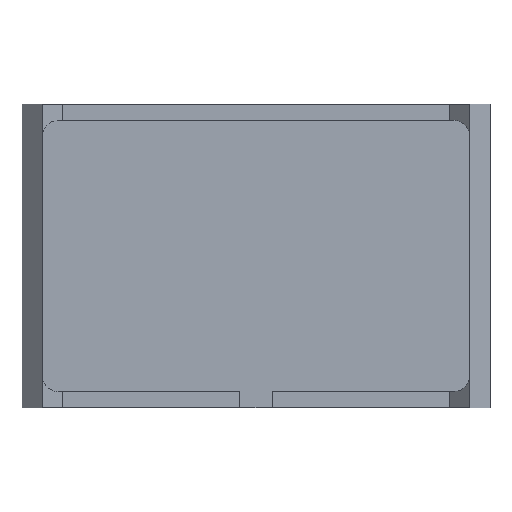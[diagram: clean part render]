
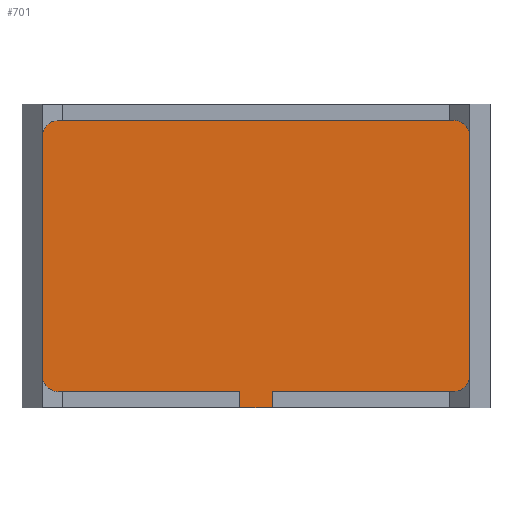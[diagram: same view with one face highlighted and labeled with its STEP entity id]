
A CAD part, top view. The second image highlights one B-rep face of the part: STEP entity #701.
In plain terms, the highlighted planar face has unit normal (0, 0, 1).
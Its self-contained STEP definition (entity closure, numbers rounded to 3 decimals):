
#1 = EDGE_CURVE ( 'NONE', #87, #403, #85, .T. ) ;
#2 = LINE ( 'NONE', #514, #729 ) ;
#3 = CIRCLE ( 'NONE', #488, 3. ) ;
#10 = AXIS2_PLACEMENT_3D ( 'NONE', #314, #871, #443 ) ;
#19 = CARTESIAN_POINT ( 'NONE',  ( -3., -29.3, -1. ) ) ;
#34 = PLANE ( 'NONE',  #10 ) ;
#40 = DIRECTION ( 'NONE',  ( 0., 1., 0. ) ) ;
#51 = ORIENTED_EDGE ( 'NONE', *, *, #892, .T. ) ;
#54 = EDGE_CURVE ( 'NONE', #99, #511, #602, .T. ) ;
#63 = VECTOR ( 'NONE', #618, 1000. ) ;
#66 = CARTESIAN_POINT ( 'NONE',  ( 43.65, -28.3, -1. ) ) ;
#69 = DIRECTION ( 'NONE',  ( -1., 0., 0. ) ) ;
#81 = CARTESIAN_POINT ( 'NONE',  ( -36.875, -25.3, -1. ) ) ;
#84 = CARTESIAN_POINT ( 'NONE',  ( 3., -28.3, -1. ) ) ;
#85 = LINE ( 'NONE', #358, #791 ) ;
#87 = VERTEX_POINT ( 'NONE', #168 ) ;
#94 = DIRECTION ( 'NONE',  ( 0., -1., 0. ) ) ;
#99 = VERTEX_POINT ( 'NONE', #170 ) ;
#138 = DIRECTION ( 'NONE',  ( -1., 0., 0. ) ) ;
#143 = VECTOR ( 'NONE', #94, 1000. ) ;
#147 = CARTESIAN_POINT ( 'NONE',  ( 3., -25.3, -1. ) ) ;
#168 = CARTESIAN_POINT ( 'NONE',  ( -36.875, -25.3, -1. ) ) ;
#170 = CARTESIAN_POINT ( 'NONE',  ( -36.875, 25.3, -1. ) ) ;
#177 = ORIENTED_EDGE ( 'NONE', *, *, #270, .F. ) ;
#178 = CARTESIAN_POINT ( 'NONE',  ( 36.875, -25.3, -1. ) ) ;
#194 = VERTEX_POINT ( 'NONE', #397 ) ;
#204 = ORIENTED_EDGE ( 'NONE', *, *, #405, .T. ) ;
#210 = ORIENTED_EDGE ( 'NONE', *, *, #54, .T. ) ;
#211 = ORIENTED_EDGE ( 'NONE', *, *, #248, .T. ) ;
#225 = DIRECTION ( 'NONE',  ( 0., 1., 0. ) ) ;
#247 = DIRECTION ( 'NONE',  ( 0., -1., 0. ) ) ;
#248 = EDGE_CURVE ( 'NONE', #194, #87, #3, .T. ) ;
#266 = CARTESIAN_POINT ( 'NONE',  ( 36.875, 25.3, -1. ) ) ;
#269 = DIRECTION ( 'NONE',  ( 0., 0., 1. ) ) ;
#270 = EDGE_CURVE ( 'NONE', #484, #515, #504, .T. ) ;
#278 = ORIENTED_EDGE ( 'NONE', *, *, #771, .F. ) ;
#279 = VECTOR ( 'NONE', #247, 1000. ) ;
#285 = ORIENTED_EDGE ( 'NONE', *, *, #563, .T. ) ;
#291 = CARTESIAN_POINT ( 'NONE',  ( -39.875, 22.3, -1. ) ) ;
#298 = DIRECTION ( 'NONE',  ( 0., 0., 1. ) ) ;
#314 = CARTESIAN_POINT ( 'NONE',  ( -36.875, -22.3, -1. ) ) ;
#328 = VECTOR ( 'NONE', #69, 1000. ) ;
#329 = VERTEX_POINT ( 'NONE', #827 ) ;
#335 = DIRECTION ( 'NONE',  ( 0., 0., 1. ) ) ;
#345 = CARTESIAN_POINT ( 'NONE',  ( -3., -25.3, -1. ) ) ;
#353 = VECTOR ( 'NONE', #138, 1000. ) ;
#357 = DIRECTION ( 'NONE',  ( 0., 0., 1. ) ) ;
#358 = CARTESIAN_POINT ( 'NONE',  ( -36.875, -25.3, -1. ) ) ;
#370 = FACE_OUTER_BOUND ( 'NONE', #865, .T. ) ;
#376 = LINE ( 'NONE', #266, #353 ) ;
#391 = VERTEX_POINT ( 'NONE', #147 ) ;
#392 = ORIENTED_EDGE ( 'NONE', *, *, #1, .T. ) ;
#397 = CARTESIAN_POINT ( 'NONE',  ( -39.875, -22.3, -1. ) ) ;
#403 = VERTEX_POINT ( 'NONE', #345 ) ;
#405 = EDGE_CURVE ( 'NONE', #391, #707, #601, .T. ) ;
#414 = AXIS2_PLACEMENT_3D ( 'NONE', #699, #298, #773 ) ;
#422 = DIRECTION ( 'NONE',  ( 1., 0., 0. ) ) ;
#443 = DIRECTION ( 'NONE',  ( 1., 0., 0. ) ) ;
#456 = LINE ( 'NONE', #655, #279 ) ;
#484 = VERTEX_POINT ( 'NONE', #84 ) ;
#487 = EDGE_CURVE ( 'NONE', #707, #816, #536, .T. ) ;
#488 = AXIS2_PLACEMENT_3D ( 'NONE', #676, #269, #745 ) ;
#504 = LINE ( 'NONE', #66, #328 ) ;
#511 = VERTEX_POINT ( 'NONE', #849 ) ;
#514 = CARTESIAN_POINT ( 'NONE',  ( 39.875, -22.3, -1. ) ) ;
#515 = VERTEX_POINT ( 'NONE', #557 ) ;
#536 = CIRCLE ( 'NONE', #872, 3. ) ;
#557 = CARTESIAN_POINT ( 'NONE',  ( -3., -28.3, -1. ) ) ;
#563 = EDGE_CURVE ( 'NONE', #511, #194, #895, .T. ) ;
#584 = EDGE_CURVE ( 'NONE', #515, #403, #851, .T. ) ;
#601 = LINE ( 'NONE', #81, #63 ) ;
#602 = CIRCLE ( 'NONE', #414, 3. ) ;
#618 = DIRECTION ( 'NONE',  ( 1., 0., 0. ) ) ;
#622 = ORIENTED_EDGE ( 'NONE', *, *, #885, .T. ) ;
#630 = VECTOR ( 'NONE', #225, 1000. ) ;
#654 = AXIS2_PLACEMENT_3D ( 'NONE', #743, #335, #818 ) ;
#655 = CARTESIAN_POINT ( 'NONE',  ( 3., -29.3, -1. ) ) ;
#662 = ORIENTED_EDGE ( 'NONE', *, *, #487, .T. ) ;
#676 = CARTESIAN_POINT ( 'NONE',  ( -36.875, -22.3, -1. ) ) ;
#699 = CARTESIAN_POINT ( 'NONE',  ( -36.875, 22.3, -1. ) ) ;
#701 = ADVANCED_FACE ( 'NONE', ( #370 ), #34, .T. ) ;
#707 = VERTEX_POINT ( 'NONE', #178 ) ;
#711 = CIRCLE ( 'NONE', #654, 3. ) ;
#717 = EDGE_CURVE ( 'NONE', #816, #803, #2, .T. ) ;
#728 = CARTESIAN_POINT ( 'NONE',  ( 39.875, 22.3, -1. ) ) ;
#729 = VECTOR ( 'NONE', #40, 1000. ) ;
#743 = CARTESIAN_POINT ( 'NONE',  ( 36.875, 22.3, -1. ) ) ;
#745 = DIRECTION ( 'NONE',  ( 1., 0., 0. ) ) ;
#762 = CARTESIAN_POINT ( 'NONE',  ( 36.875, -22.3, -1. ) ) ;
#771 = EDGE_CURVE ( 'NONE', #391, #484, #456, .T. ) ;
#773 = DIRECTION ( 'NONE',  ( 1., 0., 0. ) ) ;
#791 = VECTOR ( 'NONE', #422, 1000. ) ;
#802 = CARTESIAN_POINT ( 'NONE',  ( 39.875, -22.3, -1. ) ) ;
#803 = VERTEX_POINT ( 'NONE', #728 ) ;
#816 = VERTEX_POINT ( 'NONE', #802 ) ;
#818 = DIRECTION ( 'NONE',  ( 1., 0., 0. ) ) ;
#827 = CARTESIAN_POINT ( 'NONE',  ( 36.875, 25.3, -1. ) ) ;
#830 = ORIENTED_EDGE ( 'NONE', *, *, #717, .T. ) ;
#846 = DIRECTION ( 'NONE',  ( 1., 0., 0. ) ) ;
#849 = CARTESIAN_POINT ( 'NONE',  ( -39.875, 22.3, -1. ) ) ;
#851 = LINE ( 'NONE', #19, #630 ) ;
#856 = ORIENTED_EDGE ( 'NONE', *, *, #584, .F. ) ;
#865 = EDGE_LOOP ( 'NONE', ( #392, #856, #177, #278, #204, #662, #830, #622, #51, #210, #285, #211 ) ) ;
#871 = DIRECTION ( 'NONE',  ( 0., 0., 1. ) ) ;
#872 = AXIS2_PLACEMENT_3D ( 'NONE', #762, #357, #846 ) ;
#885 = EDGE_CURVE ( 'NONE', #803, #329, #711, .T. ) ;
#892 = EDGE_CURVE ( 'NONE', #329, #99, #376, .T. ) ;
#895 = LINE ( 'NONE', #291, #143 ) ;
